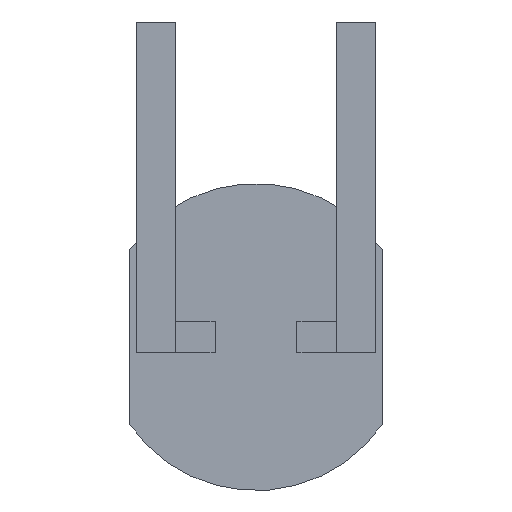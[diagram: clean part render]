
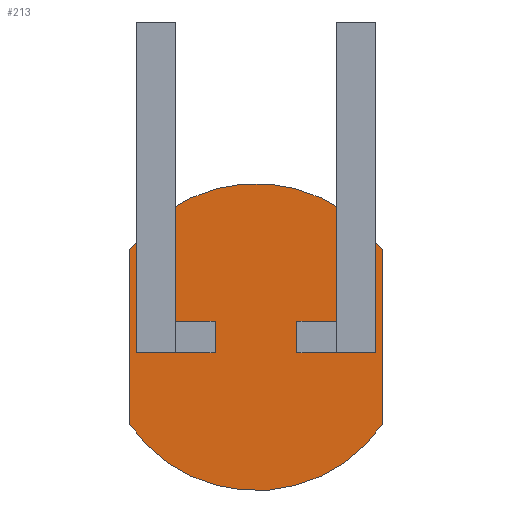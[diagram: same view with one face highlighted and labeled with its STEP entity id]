
A CAD part, front view. The second image highlights one B-rep face of the part: STEP entity #213.
In plain terms, the highlighted planar face has unit normal (0, -1, 0).
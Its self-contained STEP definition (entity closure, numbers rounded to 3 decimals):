
#7 = CARTESIAN_POINT ( 'NONE',  ( 0., 1.3, 0. ) ) ;
#30 = CARTESIAN_POINT ( 'NONE',  ( -1.6, 1.3, 0. ) ) ;
#38 = DIRECTION ( 'NONE',  ( -1., 0., 0. ) ) ;
#46 = DIRECTION ( 'NONE',  ( 0., 1., 0. ) ) ;
#94 = DIRECTION ( 'NONE',  ( 0., 1., 0. ) ) ;
#106 = ORIENTED_EDGE ( 'NONE', *, *, #534, .F. ) ;
#121 = VERTEX_POINT ( 'NONE', #437 ) ;
#195 = DIRECTION ( 'NONE',  ( 0., 0., -1. ) ) ;
#202 = LINE ( 'NONE', #30, #1071 ) ;
#213 = ADVANCED_FACE ( 'NONE', ( #1112 ), #647, .F. ) ;
#306 = VERTEX_POINT ( 'NONE', #731 ) ;
#314 = DIRECTION ( 'NONE',  ( -1., 0., 0. ) ) ;
#397 = AXIS2_PLACEMENT_3D ( 'NONE', #501, #861, #38 ) ;
#419 = EDGE_CURVE ( 'NONE', #121, #306, #202, .T. ) ;
#437 = CARTESIAN_POINT ( 'NONE',  ( -1.6, 1.3, -1.115 ) ) ;
#470 = DIRECTION ( 'NONE',  ( 1., 0., 0. ) ) ;
#501 = CARTESIAN_POINT ( 'NONE',  ( 0., 1.3, 0. ) ) ;
#534 = EDGE_CURVE ( 'NONE', #306, #556, #954, .T. ) ;
#554 = LINE ( 'NONE', #854, #698 ) ;
#556 = VERTEX_POINT ( 'NONE', #865 ) ;
#571 = VERTEX_POINT ( 'NONE', #781 ) ;
#647 = PLANE ( 'NONE',  #1128 ) ;
#680 = CARTESIAN_POINT ( 'NONE',  ( 0., 1.3, 0. ) ) ;
#698 = VECTOR ( 'NONE', #195, 1000. ) ;
#731 = CARTESIAN_POINT ( 'NONE',  ( -1.6, 1.3, 1.115 ) ) ;
#752 = EDGE_CURVE ( 'NONE', #556, #571, #554, .T. ) ;
#781 = CARTESIAN_POINT ( 'NONE',  ( 1.6, 1.3, -1.115 ) ) ;
#841 = AXIS2_PLACEMENT_3D ( 'NONE', #680, #46, #314 ) ;
#854 = CARTESIAN_POINT ( 'NONE',  ( 1.6, 1.3, 0. ) ) ;
#861 = DIRECTION ( 'NONE',  ( 0., 1., 0. ) ) ;
#865 = CARTESIAN_POINT ( 'NONE',  ( 1.6, 1.3, 1.115 ) ) ;
#929 = EDGE_CURVE ( 'NONE', #571, #121, #1186, .T. ) ;
#948 = EDGE_LOOP ( 'NONE', ( #953, #1065, #1180, #106 ) ) ;
#953 = ORIENTED_EDGE ( 'NONE', *, *, #419, .F. ) ;
#954 = CIRCLE ( 'NONE', #397, 1.95 ) ;
#1034 = DIRECTION ( 'NONE',  ( 0., 0., 1. ) ) ;
#1065 = ORIENTED_EDGE ( 'NONE', *, *, #929, .F. ) ;
#1071 = VECTOR ( 'NONE', #1034, 1000. ) ;
#1112 = FACE_OUTER_BOUND ( 'NONE', #948, .T. ) ;
#1128 = AXIS2_PLACEMENT_3D ( 'NONE', #7, #94, #470 ) ;
#1180 = ORIENTED_EDGE ( 'NONE', *, *, #752, .F. ) ;
#1186 = CIRCLE ( 'NONE', #841, 1.95 ) ;
